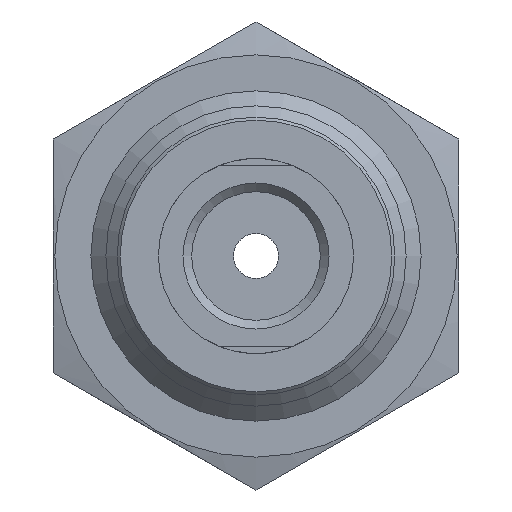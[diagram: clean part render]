
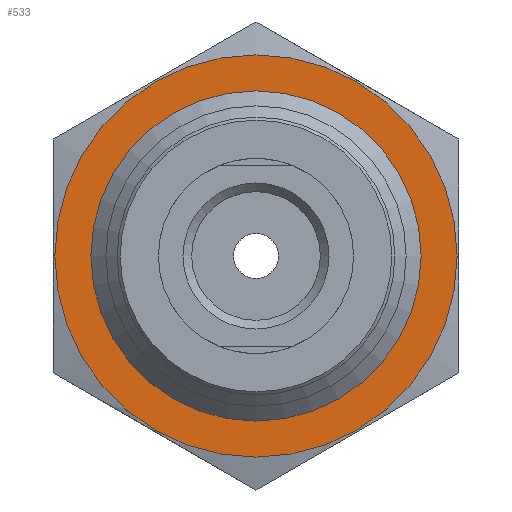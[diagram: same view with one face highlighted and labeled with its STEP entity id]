
A CAD part, front view. The second image highlights one B-rep face of the part: STEP entity #533.
In plain terms, the highlighted face is planar.
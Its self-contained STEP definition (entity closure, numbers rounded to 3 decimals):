
#80=PLANE('',#626);
#197=ORIENTED_EDGE('',*,*,#279,.F.);
#198=ORIENTED_EDGE('',*,*,#272,.T.);
#272=EDGE_CURVE('',#325,#325,#360,.T.);
#279=EDGE_CURVE('',#332,#332,#361,.T.);
#325=VERTEX_POINT('',#949);
#332=VERTEX_POINT('',#988);
#360=CIRCLE('',#625,13.4);
#361=CIRCLE('',#627,11.);
#416=EDGE_LOOP('',(#197));
#417=EDGE_LOOP('',(#198));
#482=FACE_BOUND('',#416,.T.);
#483=FACE_BOUND('',#417,.T.);
#533=ADVANCED_FACE('',(#482,#483),#80,.F.);
#625=AXIS2_PLACEMENT_3D('',#948,#763,#764);
#626=AXIS2_PLACEMENT_3D('',#986,#765,#766);
#627=AXIS2_PLACEMENT_3D('',#987,#767,#768);
#763=DIRECTION('',(1.,0.,0.));
#764=DIRECTION('',(0.,0.,-1.));
#765=DIRECTION('',(-1.,0.,0.));
#766=DIRECTION('',(0.,0.,1.));
#767=DIRECTION('',(1.,0.,0.));
#768=DIRECTION('',(0.,0.,-1.));
#948=CARTESIAN_POINT('',(6.,0.,0.));
#949=CARTESIAN_POINT('',(6.,0.,-13.4));
#986=CARTESIAN_POINT('',(6.,13.4,0.));
#987=CARTESIAN_POINT('',(6.,0.,0.));
#988=CARTESIAN_POINT('',(6.,0.,-11.));
